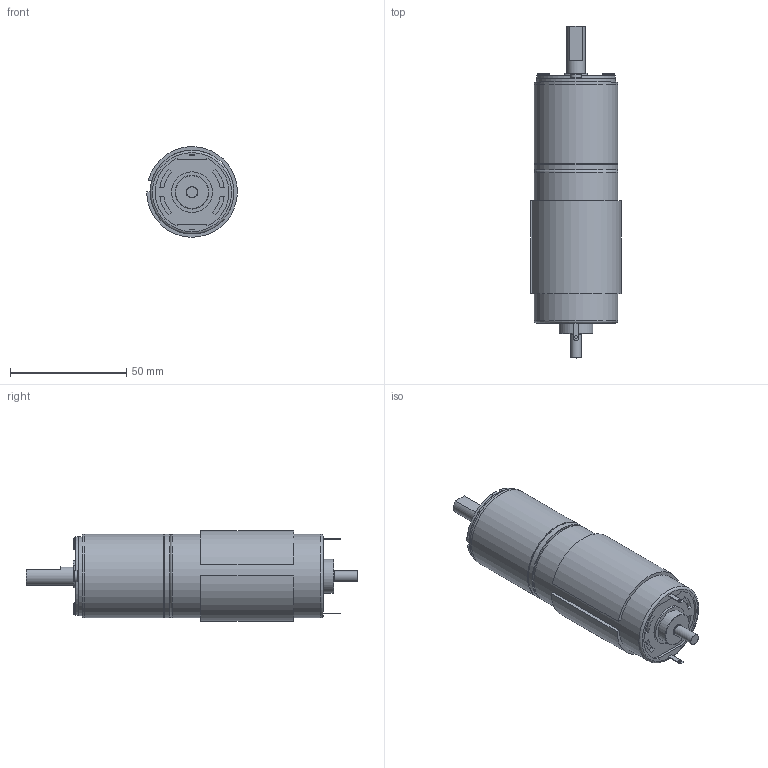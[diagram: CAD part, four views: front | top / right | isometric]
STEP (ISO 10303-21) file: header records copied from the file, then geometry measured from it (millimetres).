
FILE_DESCRIPTION(/* description */ (''),/* implementation_level */ '2;1');
FILE_NAME(/* name */ 'Planatary motor v1.step',/* time_stamp */ '2023-09-03T22:58:55+05:30',/* author */ (''),/* organization */ (''),/* preprocessor_version */ 'ST-DEVELOPER v20',/* originating_system */ 'Autodesk Translation Framework v12.9.0.99',/* authorisation */ '');
FILE_SCHEMA (('AUTOMOTIVE_DESIGN { 1 0 10303 214 3 1 1 }'));
Length unit declared in the file: millimetre
Products named in the file (1): Planatary motor
Bounding box: 38.98 x 142.8 x 38.95 mm (x, y, z)
Volume: 116508.3 mm3; surface area: 31915.5 mm2
Topology: 5 solids, 5 shells, 478 faces, 1281 edges, 851 vertices
Faces by surface type: cylinder 309, plane 125, bspline 30, torus 14
Full cylindrical faces by diameter (mm): 1.2 x2, 1.5 x2, 2.356 x16, 2.5 x1, 2.529 x21, 2.927 x31, 3 x9, 3.086 x7, 3.2 x4, 3.332 x8, 4.6 x1, 5 x5, 8 x1, 14.5 x1, 17.5 x2, 34 x1, 35 x1, 36 x4
Entity records: 30532 total; most frequent: CARTESIAN_POINT 19255, ORIENTED_EDGE 2562, DIRECTION 1946, EDGE_CURVE 1281, VERTEX_POINT 851, AXIS2_PLACEMENT_3D 728, EDGE_LOOP 556, B_SPLINE_CURVE_WITH_KNOTS 512
